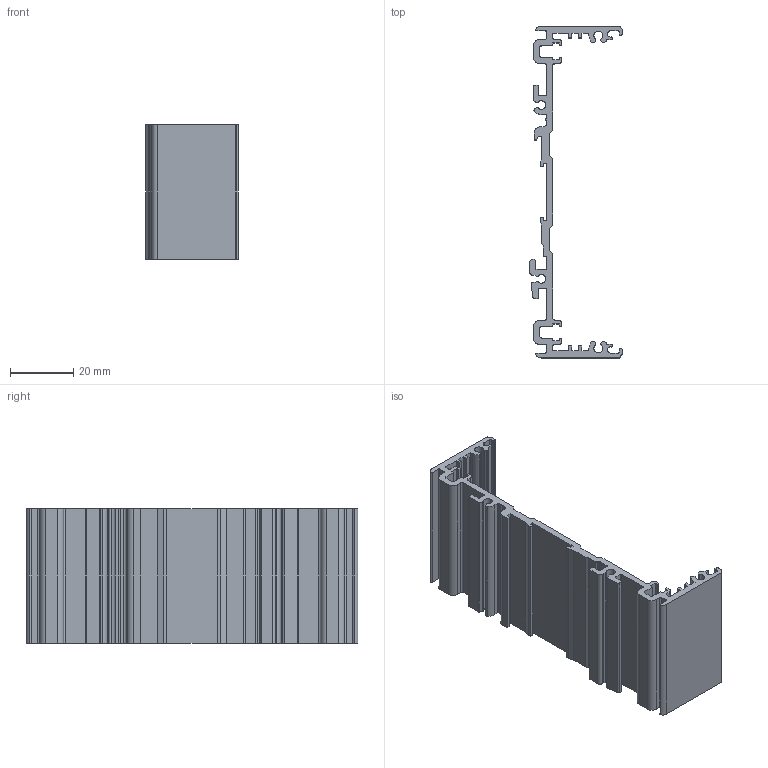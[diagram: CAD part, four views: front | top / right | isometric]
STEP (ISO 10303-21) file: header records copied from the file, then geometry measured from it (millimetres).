
FILE_DESCRIPTION(('FreeCAD Model'),'2;1');
FILE_NAME('Open CASCADE Shape Model','2024-12-22T23:57:59',('Author'),( ''),'Open CASCADE STEP processor 7.6','FreeCAD','Unknown');
FILE_SCHEMA(('AUTOMOTIVE_DESIGN { 1 0 10303 214 1 1 1 1 }'));
Length unit declared in the file: millimetre
Products named in the file (1): UM-ALU_4-100.5_PROFILE_42.5_TECDOC
Bounding box: 29.35 x 105 x 42.5 mm (x, y, z)
Volume: 19604.9 mm3; surface area: 21332.3 mm2
Topology: 1 solids, 1 shells, 237 faces, 705 edges, 470 vertices
Faces by surface type: plane 145, cylinder 92
Entity records: 17426 total; most frequent: CARTESIAN_POINT 3375, DIRECTION 2683, LINE 1747, VECTOR 1747, ORIENTED_EDGE 1410, PCURVE 1410, DEFINITIONAL_REPRESENTATION 1410, EDGE_CURVE 705
